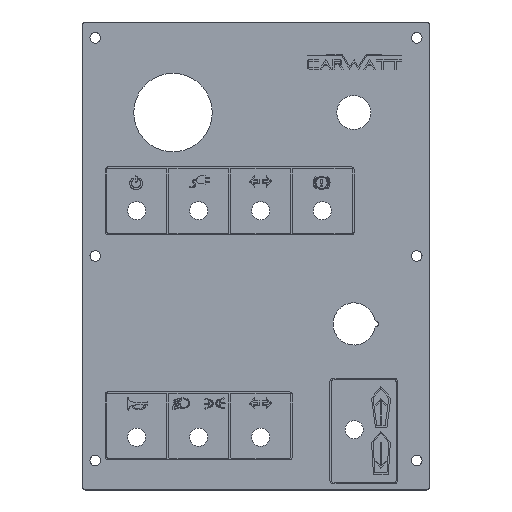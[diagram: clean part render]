
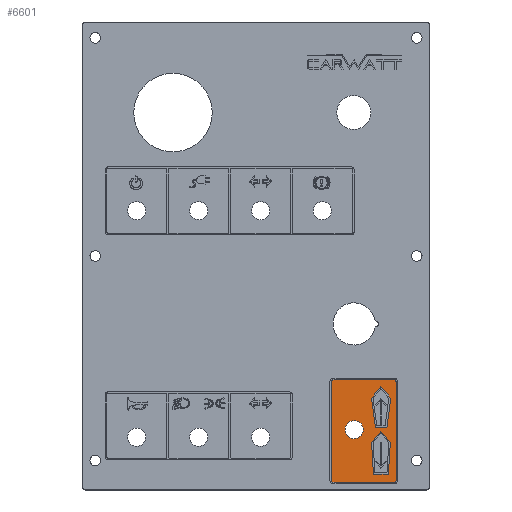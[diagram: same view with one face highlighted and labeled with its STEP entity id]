
A CAD part, top view. The second image highlights one B-rep face of the part: STEP entity #6601.
In plain terms, the highlighted planar face has unit normal (0, 0, 1).
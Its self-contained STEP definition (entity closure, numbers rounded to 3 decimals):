
#520=CARTESIAN_POINT('Vertex',(59.,-115.,2.)) ;
#523=CARTESIAN_POINT('Axis2P3D Location',(65.,-115.,2.)) ;
#527=CARTESIAN_POINT('Vertex',(71.,-115.,2.)) ;
#547=CARTESIAN_POINT('Axis2P3D Location',(65.,-115.,2.)) ;
#1358=CARTESIAN_POINT('Axis2P3D Location',(0.,0.,2.)) ;
#6439=CARTESIAN_POINT('Line Origine',(50.,-116.,2.)) ;
#6443=CARTESIAN_POINT('Vertex',(50.,-83.,2.)) ;
#6445=CARTESIAN_POINT('Vertex',(50.,-149.,2.)) ;
#6448=CARTESIAN_POINT('Axis2P3D Location',(51.,-149.,2.)) ;
#6452=CARTESIAN_POINT('Vertex',(51.,-150.,2.)) ;
#6455=CARTESIAN_POINT('Line Origine',(71.375,-150.,2.)) ;
#6459=CARTESIAN_POINT('Vertex',(91.75,-150.,2.)) ;
#6462=CARTESIAN_POINT('Axis2P3D Location',(91.75,-149.,2.)) ;
#6466=CARTESIAN_POINT('Vertex',(92.75,-149.,2.)) ;
#6469=CARTESIAN_POINT('Line Origine',(92.75,-116.,2.)) ;
#6473=CARTESIAN_POINT('Vertex',(92.75,-83.,2.)) ;
#6476=CARTESIAN_POINT('Axis2P3D Location',(91.75,-83.,2.)) ;
#6480=CARTESIAN_POINT('Vertex',(91.75,-82.,2.)) ;
#6483=CARTESIAN_POINT('Line Origine',(71.375,-82.,2.)) ;
#6487=CARTESIAN_POINT('Vertex',(51.,-82.,2.)) ;
#6490=CARTESIAN_POINT('Axis2P3D Location',(51.,-83.,2.)) ;
#6509=CARTESIAN_POINT('Line Origine',(79.634,-90.265,2.)) ;
#6513=CARTESIAN_POINT('Vertex',(82.75,-86.375,2.)) ;
#6515=CARTESIAN_POINT('Vertex',(76.519,-94.154,2.)) ;
#6518=CARTESIAN_POINT('Line Origine',(86.013,-90.265,2.)) ;
#6522=CARTESIAN_POINT('Vertex',(89.277,-94.154,2.)) ;
#6525=CARTESIAN_POINT('Line Origine',(87.999,-103.766,2.)) ;
#6529=CARTESIAN_POINT('Vertex',(86.722,-113.378,2.)) ;
#6532=CARTESIAN_POINT('Line Origine',(82.898,-113.378,2.)) ;
#6536=CARTESIAN_POINT('Vertex',(79.074,-113.378,2.)) ;
#6539=CARTESIAN_POINT('Line Origine',(79.051,-113.206,2.)) ;
#6543=CARTESIAN_POINT('Vertex',(79.028,-113.035,2.)) ;
#6546=CARTESIAN_POINT('Line Origine',(77.774,-103.594,2.)) ;
#6559=CARTESIAN_POINT('Line Origine',(85.861,-119.67,2.)) ;
#6563=CARTESIAN_POINT('Vertex',(88.973,-123.378,2.)) ;
#6565=CARTESIAN_POINT('Vertex',(82.75,-115.962,2.)) ;
#6568=CARTESIAN_POINT('Line Origine',(88.332,-133.99,2.)) ;
#6572=CARTESIAN_POINT('Vertex',(87.691,-144.602,2.)) ;
#6575=CARTESIAN_POINT('Line Origine',(82.75,-144.602,2.)) ;
#6579=CARTESIAN_POINT('Vertex',(77.808,-144.602,2.)) ;
#6582=CARTESIAN_POINT('Line Origine',(77.167,-133.99,2.)) ;
#6586=CARTESIAN_POINT('Vertex',(76.526,-123.378,2.)) ;
#6589=CARTESIAN_POINT('Line Origine',(79.638,-119.67,2.)) ;
#524=DIRECTION('Axis2P3D Direction',(0.,0.,1.)) ;
#548=DIRECTION('Axis2P3D Direction',(0.,0.,1.)) ;
#1359=DIRECTION('Axis2P3D Direction',(0.,0.,1.)) ;
#1360=DIRECTION('Axis2P3D XDirection',(1.,0.,0.)) ;
#6440=DIRECTION('Vector Direction',(0.,-1.,0.)) ;
#6449=DIRECTION('Axis2P3D Direction',(0.,0.,1.)) ;
#6456=DIRECTION('Vector Direction',(-1.,0.,0.)) ;
#6463=DIRECTION('Axis2P3D Direction',(0.,0.,1.)) ;
#6470=DIRECTION('Vector Direction',(0.,1.,0.)) ;
#6477=DIRECTION('Axis2P3D Direction',(0.,0.,1.)) ;
#6484=DIRECTION('Vector Direction',(1.,0.,0.)) ;
#6491=DIRECTION('Axis2P3D Direction',(0.,0.,1.)) ;
#6510=DIRECTION('Vector Direction',(0.625,0.781,0.)) ;
#6519=DIRECTION('Vector Direction',(-0.643,0.766,0.)) ;
#6526=DIRECTION('Vector Direction',(-0.132,-0.991,0.)) ;
#6533=DIRECTION('Vector Direction',(-1.,0.,0.)) ;
#6540=DIRECTION('Vector Direction',(-0.132,0.991,0.)) ;
#6547=DIRECTION('Vector Direction',(-0.132,0.991,0.)) ;
#6560=DIRECTION('Vector Direction',(-0.643,0.766,0.)) ;
#6569=DIRECTION('Vector Direction',(0.06,0.998,0.)) ;
#6576=DIRECTION('Vector Direction',(1.,0.,0.)) ;
#6583=DIRECTION('Vector Direction',(0.06,-0.998,0.)) ;
#6590=DIRECTION('Vector Direction',(0.643,0.766,0.)) ;
#525=AXIS2_PLACEMENT_3D('Circle Axis2P3D',#523,#524,$) ;
#549=AXIS2_PLACEMENT_3D('Circle Axis2P3D',#547,#548,$) ;
#1361=AXIS2_PLACEMENT_3D('Plane Axis2P3D',#1358,#1359,#1360) ;
#6450=AXIS2_PLACEMENT_3D('Circle Axis2P3D',#6448,#6449,$) ;
#6464=AXIS2_PLACEMENT_3D('Circle Axis2P3D',#6462,#6463,$) ;
#6478=AXIS2_PLACEMENT_3D('Circle Axis2P3D',#6476,#6477,$) ;
#6492=AXIS2_PLACEMENT_3D('Circle Axis2P3D',#6490,#6491,$) ;
#6496=ORIENTED_EDGE('',*,*,#6447,.T.) ;
#6497=ORIENTED_EDGE('',*,*,#6454,.T.) ;
#6498=ORIENTED_EDGE('',*,*,#6461,.T.) ;
#6499=ORIENTED_EDGE('',*,*,#6468,.T.) ;
#6500=ORIENTED_EDGE('',*,*,#6475,.T.) ;
#6501=ORIENTED_EDGE('',*,*,#6482,.T.) ;
#6502=ORIENTED_EDGE('',*,*,#6489,.T.) ;
#6503=ORIENTED_EDGE('',*,*,#6494,.T.) ;
#6506=ORIENTED_EDGE('',*,*,#551,.F.) ;
#6507=ORIENTED_EDGE('',*,*,#529,.F.) ;
#6552=ORIENTED_EDGE('',*,*,#6517,.F.) ;
#6553=ORIENTED_EDGE('',*,*,#6524,.F.) ;
#6554=ORIENTED_EDGE('',*,*,#6531,.F.) ;
#6555=ORIENTED_EDGE('',*,*,#6538,.F.) ;
#6556=ORIENTED_EDGE('',*,*,#6545,.F.) ;
#6557=ORIENTED_EDGE('',*,*,#6550,.F.) ;
#6595=ORIENTED_EDGE('',*,*,#6567,.F.) ;
#6596=ORIENTED_EDGE('',*,*,#6574,.F.) ;
#6597=ORIENTED_EDGE('',*,*,#6581,.F.) ;
#6598=ORIENTED_EDGE('',*,*,#6588,.F.) ;
#6599=ORIENTED_EDGE('',*,*,#6593,.F.) ;
#6508=FACE_BOUND('',#6505,.T.) ;
#6558=FACE_BOUND('',#6551,.T.) ;
#6600=FACE_BOUND('',#6594,.T.) ;
#6441=VECTOR('Line Direction',#6440,1.) ;
#6457=VECTOR('Line Direction',#6456,1.) ;
#6471=VECTOR('Line Direction',#6470,1.) ;
#6485=VECTOR('Line Direction',#6484,1.) ;
#6511=VECTOR('Line Direction',#6510,1.) ;
#6520=VECTOR('Line Direction',#6519,1.) ;
#6527=VECTOR('Line Direction',#6526,1.) ;
#6534=VECTOR('Line Direction',#6533,1.) ;
#6541=VECTOR('Line Direction',#6540,1.) ;
#6548=VECTOR('Line Direction',#6547,1.) ;
#6561=VECTOR('Line Direction',#6560,1.) ;
#6570=VECTOR('Line Direction',#6569,1.) ;
#6577=VECTOR('Line Direction',#6576,1.) ;
#6584=VECTOR('Line Direction',#6583,1.) ;
#6591=VECTOR('Line Direction',#6590,1.) ;
#6601=ADVANCED_FACE('Corps principal',(#6504,#6508,#6558,#6600),#1362,.T.) ;
#526=CIRCLE('generated circle',#525,6.) ;
#550=CIRCLE('generated circle',#549,6.) ;
#6451=CIRCLE('generated circle',#6450,1.) ;
#6465=CIRCLE('generated circle',#6464,1.) ;
#6479=CIRCLE('generated circle',#6478,1.) ;
#6493=CIRCLE('generated circle',#6492,1.) ;
#529=EDGE_CURVE('',#521,#528,#526,.T.) ;
#551=EDGE_CURVE('',#528,#521,#550,.T.) ;
#6447=EDGE_CURVE('',#6444,#6446,#6442,.T.) ;
#6454=EDGE_CURVE('',#6446,#6453,#6451,.T.) ;
#6461=EDGE_CURVE('',#6453,#6460,#6458,.F.) ;
#6468=EDGE_CURVE('',#6460,#6467,#6465,.T.) ;
#6475=EDGE_CURVE('',#6467,#6474,#6472,.T.) ;
#6482=EDGE_CURVE('',#6474,#6481,#6479,.T.) ;
#6489=EDGE_CURVE('',#6481,#6488,#6486,.F.) ;
#6494=EDGE_CURVE('',#6488,#6444,#6493,.T.) ;
#6517=EDGE_CURVE('',#6514,#6516,#6512,.F.) ;
#6524=EDGE_CURVE('',#6523,#6514,#6521,.T.) ;
#6531=EDGE_CURVE('',#6530,#6523,#6528,.F.) ;
#6538=EDGE_CURVE('',#6537,#6530,#6535,.F.) ;
#6545=EDGE_CURVE('',#6544,#6537,#6542,.F.) ;
#6550=EDGE_CURVE('',#6516,#6544,#6549,.F.) ;
#6567=EDGE_CURVE('',#6564,#6566,#6562,.T.) ;
#6574=EDGE_CURVE('',#6573,#6564,#6571,.T.) ;
#6581=EDGE_CURVE('',#6580,#6573,#6578,.T.) ;
#6588=EDGE_CURVE('',#6587,#6580,#6585,.T.) ;
#6593=EDGE_CURVE('',#6566,#6587,#6592,.F.) ;
#6495=EDGE_LOOP('',(#6496,#6497,#6498,#6499,#6500,#6501,#6502,#6503)) ;
#6505=EDGE_LOOP('',(#6506,#6507)) ;
#6551=EDGE_LOOP('',(#6552,#6553,#6554,#6555,#6556,#6557)) ;
#6594=EDGE_LOOP('',(#6595,#6596,#6597,#6598,#6599)) ;
#6504=FACE_OUTER_BOUND('',#6495,.T.) ;
#6442=LINE('Line',#6439,#6441) ;
#6458=LINE('Line',#6455,#6457) ;
#6472=LINE('Line',#6469,#6471) ;
#6486=LINE('Line',#6483,#6485) ;
#6512=LINE('Line',#6509,#6511) ;
#6521=LINE('Line',#6518,#6520) ;
#6528=LINE('Line',#6525,#6527) ;
#6535=LINE('Line',#6532,#6534) ;
#6542=LINE('Line',#6539,#6541) ;
#6549=LINE('Line',#6546,#6548) ;
#6562=LINE('Line',#6559,#6561) ;
#6571=LINE('Line',#6568,#6570) ;
#6578=LINE('Line',#6575,#6577) ;
#6585=LINE('Line',#6582,#6584) ;
#6592=LINE('Line',#6589,#6591) ;
#1362=PLANE('',#1361) ;
#521=VERTEX_POINT('',#520) ;
#528=VERTEX_POINT('',#527) ;
#6444=VERTEX_POINT('',#6443) ;
#6446=VERTEX_POINT('',#6445) ;
#6453=VERTEX_POINT('',#6452) ;
#6460=VERTEX_POINT('',#6459) ;
#6467=VERTEX_POINT('',#6466) ;
#6474=VERTEX_POINT('',#6473) ;
#6481=VERTEX_POINT('',#6480) ;
#6488=VERTEX_POINT('',#6487) ;
#6514=VERTEX_POINT('',#6513) ;
#6516=VERTEX_POINT('',#6515) ;
#6523=VERTEX_POINT('',#6522) ;
#6530=VERTEX_POINT('',#6529) ;
#6537=VERTEX_POINT('',#6536) ;
#6544=VERTEX_POINT('',#6543) ;
#6564=VERTEX_POINT('',#6563) ;
#6566=VERTEX_POINT('',#6565) ;
#6573=VERTEX_POINT('',#6572) ;
#6580=VERTEX_POINT('',#6579) ;
#6587=VERTEX_POINT('',#6586) ;
